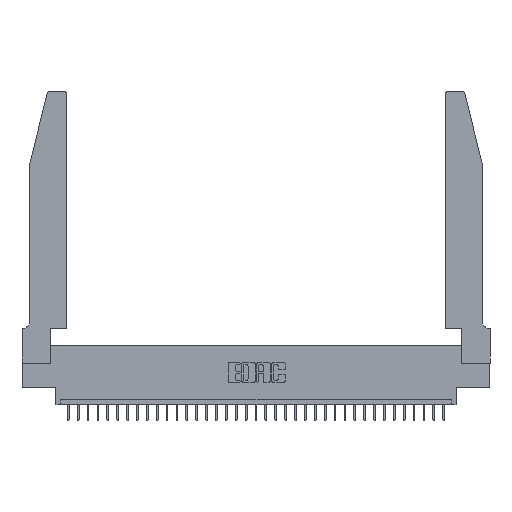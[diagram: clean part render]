
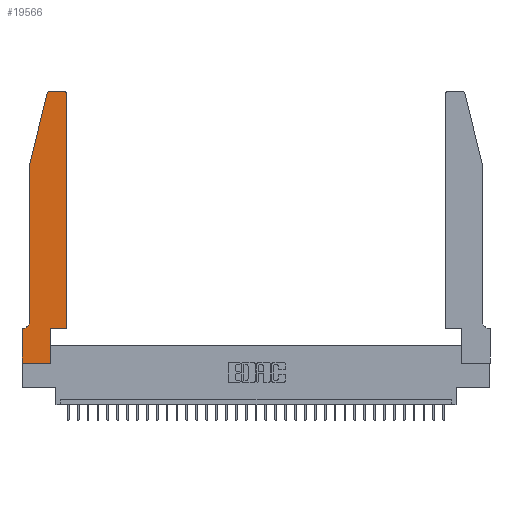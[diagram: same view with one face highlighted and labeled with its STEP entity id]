
A CAD part, top view. The second image highlights one B-rep face of the part: STEP entity #19566.
In plain terms, the highlighted planar face has unit normal (0, 0, 1).
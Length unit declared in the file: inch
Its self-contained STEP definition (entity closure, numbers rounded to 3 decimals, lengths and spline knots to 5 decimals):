
#180 = CARTESIAN_POINT ( 'NONE',  ( 0., 0.35, 0.37 ) ) ;
#667 = VERTEX_POINT ( 'NONE', #5572 ) ;
#976 = DIRECTION ( 'NONE',  ( 0., -1., 0. ) ) ;
#1042 = VECTOR ( 'NONE', #19517, 39.37008 ) ;
#1485 = CARTESIAN_POINT ( 'NONE',  ( 0.0755, 0.42, 0.37 ) ) ;
#1807 = AXIS2_PLACEMENT_3D ( 'NONE', #24524, #24425, #14010 ) ;
#2080 = ORIENTED_EDGE ( 'NONE', *, *, #33558, .T. ) ;
#3256 = LINE ( 'NONE', #16072, #27164 ) ;
#3442 = FACE_OUTER_BOUND ( 'NONE', #24208, .T. ) ;
#4379 = EDGE_CURVE ( 'NONE', #34604, #667, #21044, .T. ) ;
#5260 = CIRCLE ( 'NONE', #18292, 0.07 ) ;
#5327 = ORIENTED_EDGE ( 'NONE', *, *, #7999, .T. ) ;
#5572 = CARTESIAN_POINT ( 'NONE',  ( 0.4505, 2.72, 0.37 ) ) ;
#6180 = CARTESIAN_POINT ( 'NONE',  ( 0.4505, 0.35, 0.37 ) ) ;
#7171 = DIRECTION ( 'NONE',  ( 1., 0., 0. ) ) ;
#7207 = CARTESIAN_POINT ( 'NONE',  ( 0.0055, 0.35, 0.37 ) ) ;
#7236 = DIRECTION ( 'NONE',  ( 0., 0., 1. ) ) ;
#7999 = EDGE_CURVE ( 'NONE', #20957, #15605, #18307, .T. ) ;
#8208 = EDGE_CURVE ( 'NONE', #19187, #23138, #12408, .T. ) ;
#9348 = VERTEX_POINT ( 'NONE', #17626 ) ;
#9466 = DIRECTION ( 'NONE',  ( 0., 0., -1. ) ) ;
#10340 = DIRECTION ( 'NONE',  ( -1., 0., 0. ) ) ;
#10904 = LINE ( 'NONE', #23698, #16015 ) ;
#11064 = EDGE_CURVE ( 'NONE', #33875, #34604, #28916, .T. ) ;
#11199 = EDGE_CURVE ( 'NONE', #23138, #33875, #10904, .T. ) ;
#11429 = PLANE ( 'NONE',  #1807 ) ;
#11563 = VECTOR ( 'NONE', #976, 39.37008 ) ;
#12011 = CARTESIAN_POINT ( 'NONE',  ( 0.284, 2.75, 0.37 ) ) ;
#12270 = ORIENTED_EDGE ( 'NONE', *, *, #32572, .T. ) ;
#12338 = VECTOR ( 'NONE', #15261, 39.37008 ) ;
#12408 = LINE ( 'NONE', #24562, #1042 ) ;
#12513 = ORIENTED_EDGE ( 'NONE', *, *, #11199, .T. ) ;
#12529 = VECTOR ( 'NONE', #31386, 39.37008 ) ;
#12544 = EDGE_CURVE ( 'NONE', #9348, #20957, #3256, .T. ) ;
#12750 = CARTESIAN_POINT ( 'NONE',  ( 0.2865, 0., 0.37 ) ) ;
#13235 = LINE ( 'NONE', #34052, #20737 ) ;
#13250 = CARTESIAN_POINT ( 'NONE',  ( 0.0755, 2., 0.37 ) ) ;
#13356 = LINE ( 'NONE', #15629, #12529 ) ;
#13674 = ORIENTED_EDGE ( 'NONE', *, *, #12544, .T. ) ;
#14010 = DIRECTION ( 'NONE',  ( 1., 0., 0. ) ) ;
#14620 = CARTESIAN_POINT ( 'NONE',  ( 0.0055, 0.42, 0.37 ) ) ;
#14784 = VECTOR ( 'NONE', #33906, 39.37008 ) ;
#14926 = ORIENTED_EDGE ( 'NONE', *, *, #32361, .T. ) ;
#15261 = DIRECTION ( 'NONE',  ( -1., 0., 0. ) ) ;
#15605 = VERTEX_POINT ( 'NONE', #1485 ) ;
#15629 = CARTESIAN_POINT ( 'NONE',  ( 0., 0., 0.37 ) ) ;
#15862 = DIRECTION ( 'NONE',  ( -0.239, -0.971, 0. ) ) ;
#16015 = VECTOR ( 'NONE', #28691, 39.37008 ) ;
#16072 = CARTESIAN_POINT ( 'NONE',  ( 0.0755, 2., 0.37 ) ) ;
#16270 = AXIS2_PLACEMENT_3D ( 'NONE', #20236, #22925, #7171 ) ;
#17626 = CARTESIAN_POINT ( 'NONE',  ( 0.25487, 2.72718, 0.37 ) ) ;
#18140 = DIRECTION ( 'NONE',  ( 1., 0., 0. ) ) ;
#18204 = CARTESIAN_POINT ( 'NONE',  ( 0.4205, 2.72, 0.37 ) ) ;
#18292 = AXIS2_PLACEMENT_3D ( 'NONE', #14620, #9466, #30825 ) ;
#18307 = LINE ( 'NONE', #13250, #11563 ) ;
#18339 = VERTEX_POINT ( 'NONE', #33219 ) ;
#19187 = VERTEX_POINT ( 'NONE', #22420 ) ;
#19517 = DIRECTION ( 'NONE',  ( 1., 0., 0. ) ) ;
#19566 = ADVANCED_FACE ( 'NONE', ( #3442 ), #11429, .T. ) ;
#20236 = CARTESIAN_POINT ( 'NONE',  ( 0.284, 2.72, 0.37 ) ) ;
#20737 = VECTOR ( 'NONE', #10340, 39.37008 ) ;
#20957 = VERTEX_POINT ( 'NONE', #33765 ) ;
#20960 = ORIENTED_EDGE ( 'NONE', *, *, #8208, .T. ) ;
#20987 = ORIENTED_EDGE ( 'NONE', *, *, #24846, .T. ) ;
#21044 = LINE ( 'NONE', #22085, #14784 ) ;
#21504 = ORIENTED_EDGE ( 'NONE', *, *, #33535, .T. ) ;
#22085 = CARTESIAN_POINT ( 'NONE',  ( 0.4505, 0.35, 0.37 ) ) ;
#22420 = CARTESIAN_POINT ( 'NONE',  ( 0., 0., 0.37 ) ) ;
#22424 = VERTEX_POINT ( 'NONE', #7207 ) ;
#22925 = DIRECTION ( 'NONE',  ( 0., 0., 1. ) ) ;
#23138 = VERTEX_POINT ( 'NONE', #12750 ) ;
#23698 = CARTESIAN_POINT ( 'NONE',  ( 0.2865, 0.35, 0.37 ) ) ;
#24036 = CIRCLE ( 'NONE', #16270, 0.03 ) ;
#24208 = EDGE_LOOP ( 'NONE', ( #14926, #20987, #13674, #5327, #12270, #26695, #2080, #20960, #12513, #32939, #28101, #21504 ) ) ;
#24425 = DIRECTION ( 'NONE',  ( 0., 0., 1. ) ) ;
#24524 = CARTESIAN_POINT ( 'NONE',  ( 0., 0.35, 0.37 ) ) ;
#24562 = CARTESIAN_POINT ( 'NONE',  ( 0., 0., 0.37 ) ) ;
#24846 = EDGE_CURVE ( 'NONE', #28387, #9348, #24036, .T. ) ;
#25617 = VECTOR ( 'NONE', #18140, 39.37008 ) ;
#25694 = EDGE_CURVE ( 'NONE', #22424, #27059, #27763, .T. ) ;
#26695 = ORIENTED_EDGE ( 'NONE', *, *, #25694, .T. ) ;
#26746 = CIRCLE ( 'NONE', #33759, 0.03 ) ;
#27059 = VERTEX_POINT ( 'NONE', #180 ) ;
#27164 = VECTOR ( 'NONE', #15862, 39.37008 ) ;
#27763 = LINE ( 'NONE', #33733, #12338 ) ;
#28101 = ORIENTED_EDGE ( 'NONE', *, *, #4379, .T. ) ;
#28387 = VERTEX_POINT ( 'NONE', #12011 ) ;
#28691 = DIRECTION ( 'NONE',  ( 0., 1., 0. ) ) ;
#28916 = LINE ( 'NONE', #6180, #25617 ) ;
#28917 = DIRECTION ( 'NONE',  ( 1., 0., 0. ) ) ;
#30373 = CARTESIAN_POINT ( 'NONE',  ( 0.2865, 0.35, 0.37 ) ) ;
#30825 = DIRECTION ( 'NONE',  ( -1., 0., 0. ) ) ;
#31386 = DIRECTION ( 'NONE',  ( 0., -1., 0. ) ) ;
#32361 = EDGE_CURVE ( 'NONE', #18339, #28387, #13235, .T. ) ;
#32572 = EDGE_CURVE ( 'NONE', #15605, #22424, #5260, .T. ) ;
#32939 = ORIENTED_EDGE ( 'NONE', *, *, #11064, .T. ) ;
#33219 = CARTESIAN_POINT ( 'NONE',  ( 0.4205, 2.75, 0.37 ) ) ;
#33535 = EDGE_CURVE ( 'NONE', #667, #18339, #26746, .T. ) ;
#33558 = EDGE_CURVE ( 'NONE', #27059, #19187, #13356, .T. ) ;
#33733 = CARTESIAN_POINT ( 'NONE',  ( 0.0755, 0.35, 0.37 ) ) ;
#33759 = AXIS2_PLACEMENT_3D ( 'NONE', #18204, #7236, #28917 ) ;
#33765 = CARTESIAN_POINT ( 'NONE',  ( 0.0755, 2., 0.37 ) ) ;
#33875 = VERTEX_POINT ( 'NONE', #30373 ) ;
#33906 = DIRECTION ( 'NONE',  ( 0., 1., 0. ) ) ;
#34052 = CARTESIAN_POINT ( 'NONE',  ( 0.2605, 2.75, 0.37 ) ) ;
#34077 = CARTESIAN_POINT ( 'NONE',  ( 0.4505, 0.35, 0.37 ) ) ;
#34604 = VERTEX_POINT ( 'NONE', #34077 ) ;
